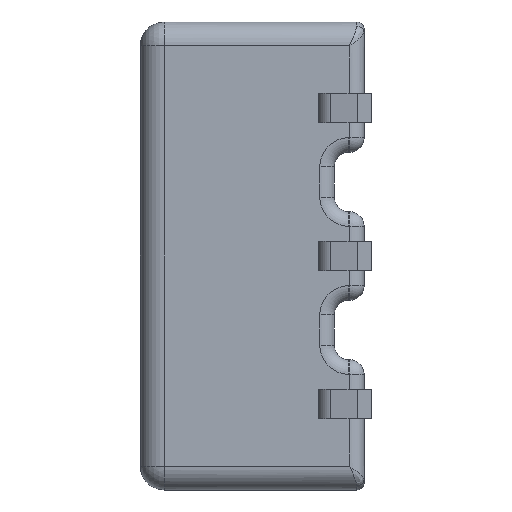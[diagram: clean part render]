
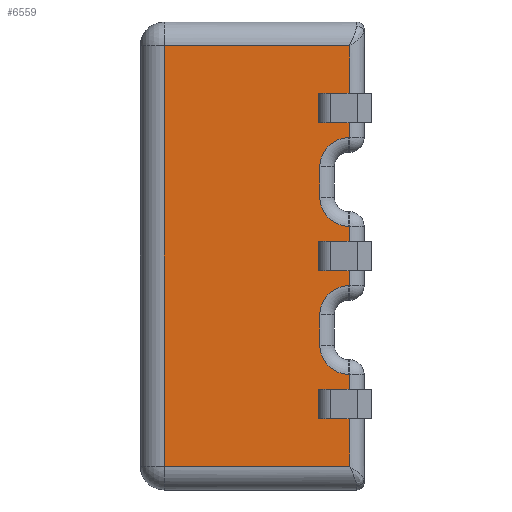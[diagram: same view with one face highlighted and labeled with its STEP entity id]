
A CAD part, left-side view. The second image highlights one B-rep face of the part: STEP entity #6559.
In plain terms, the highlighted planar face has unit normal (-1, 0, 0).
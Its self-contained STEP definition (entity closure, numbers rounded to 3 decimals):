
#257=LINE('',#13552,#713);
#278=LINE('',#13687,#734);
#280=LINE('',#13690,#736);
#281=LINE('',#13695,#737);
#285=LINE('',#13707,#741);
#294=LINE('',#13734,#750);
#307=LINE('',#13760,#763);
#310=LINE('',#13765,#766);
#312=LINE('',#13769,#768);
#318=LINE('',#13784,#774);
#323=LINE('',#13810,#779);
#326=LINE('',#13858,#782);
#344=LINE('',#13946,#800);
#346=LINE('',#13949,#802);
#349=LINE('',#13956,#805);
#355=LINE('',#13971,#811);
#356=LINE('',#13973,#812);
#367=LINE('',#14008,#823);
#373=LINE('',#14020,#829);
#391=LINE('',#14056,#847);
#393=LINE('',#14059,#849);
#395=LINE('',#14063,#851);
#398=LINE('',#14069,#854);
#401=LINE('',#14074,#857);
#713=VECTOR('',#10801,1000.);
#734=VECTOR('',#10910,1000.);
#736=VECTOR('',#10914,1000.);
#737=VECTOR('',#10919,1000.);
#741=VECTOR('',#10937,1000.);
#750=VECTOR('',#10962,1000.);
#763=VECTOR('',#10983,1000.);
#766=VECTOR('',#10988,1000.);
#768=VECTOR('',#10994,1000.);
#774=VECTOR('',#11004,1000.);
#779=VECTOR('',#11037,1000.);
#782=VECTOR('',#11052,1000.);
#800=VECTOR('',#11148,1000.);
#802=VECTOR('',#11152,1000.);
#805=VECTOR('',#11159,1000.);
#811=VECTOR('',#11181,1000.);
#812=VECTOR('',#11184,1000.);
#823=VECTOR('',#11217,1000.);
#829=VECTOR('',#11229,1000.);
#847=VECTOR('',#11259,1000.);
#849=VECTOR('',#11263,1000.);
#851=VECTOR('',#11269,1000.);
#854=VECTOR('',#11276,1000.);
#857=VECTOR('',#11281,1000.);
#2603=ORIENTED_EDGE('',*,*,#3903,.T.);
#2604=ORIENTED_EDGE('',*,*,#3919,.F.);
#2605=ORIENTED_EDGE('',*,*,#3916,.T.);
#2606=ORIENTED_EDGE('',*,*,#3921,.T.);
#2607=ORIENTED_EDGE('',*,*,#4028,.F.);
#2608=ORIENTED_EDGE('',*,*,#4050,.F.);
#2609=ORIENTED_EDGE('',*,*,#4046,.F.);
#2610=ORIENTED_EDGE('',*,*,#4048,.T.);
#2611=ORIENTED_EDGE('',*,*,#3938,.T.);
#2612=ORIENTED_EDGE('',*,*,#3946,.T.);
#2613=ORIENTED_EDGE('',*,*,#3828,.F.);
#2614=ORIENTED_EDGE('',*,*,#3890,.F.);
#2615=ORIENTED_EDGE('',*,*,#3879,.F.);
#2616=ORIENTED_EDGE('',*,*,#3863,.T.);
#2617=ORIENTED_EDGE('',*,*,#3881,.F.);
#2618=ORIENTED_EDGE('',*,*,#3866,.T.);
#2619=ORIENTED_EDGE('',*,*,#3883,.F.);
#2620=ORIENTED_EDGE('',*,*,#4005,.T.);
#2621=ORIENTED_EDGE('',*,*,#3995,.T.);
#2622=ORIENTED_EDGE('',*,*,#3977,.F.);
#2623=ORIENTED_EDGE('',*,*,#3991,.T.);
#2624=ORIENTED_EDGE('',*,*,#3974,.F.);
#2625=ORIENTED_EDGE('',*,*,#3989,.T.);
#2626=ORIENTED_EDGE('',*,*,#4004,.T.);
#2627=ORIENTED_EDGE('',*,*,#3928,.T.);
#2628=ORIENTED_EDGE('',*,*,#4053,.F.);
#2629=ORIENTED_EDGE('',*,*,#4056,.F.);
#2630=ORIENTED_EDGE('',*,*,#4022,.F.);
#3828=EDGE_CURVE('',#4691,#4692,#257,.T.);
#3863=EDGE_CURVE('',#4713,#4714,#5127,.T.);
#3866=EDGE_CURVE('',#4715,#4716,#5130,.T.);
#3879=EDGE_CURVE('',#4713,#4720,#278,.T.);
#3881=EDGE_CURVE('',#4715,#4714,#280,.T.);
#3883=EDGE_CURVE('',#4721,#4716,#281,.T.);
#3890=EDGE_CURVE('',#4720,#4691,#285,.T.);
#3903=EDGE_CURVE('',#4734,#4735,#294,.T.);
#3916=EDGE_CURVE('',#4743,#4742,#307,.T.);
#3919=EDGE_CURVE('',#4743,#4735,#310,.T.);
#3921=EDGE_CURVE('',#4742,#4734,#312,.T.);
#3928=EDGE_CURVE('',#4751,#4750,#318,.T.);
#3938=EDGE_CURVE('',#4758,#4759,#323,.T.);
#3946=EDGE_CURVE('',#4759,#4692,#326,.T.);
#3974=EDGE_CURVE('',#4780,#4781,#5168,.T.);
#3977=EDGE_CURVE('',#4782,#4783,#5171,.T.);
#3989=EDGE_CURVE('',#4780,#4787,#344,.T.);
#3991=EDGE_CURVE('',#4782,#4781,#346,.T.);
#3995=EDGE_CURVE('',#4788,#4783,#349,.T.);
#4004=EDGE_CURVE('',#4787,#4758,#355,.T.);
#4005=EDGE_CURVE('',#4721,#4788,#356,.T.);
#4022=EDGE_CURVE('',#4751,#4804,#367,.T.);
#4028=EDGE_CURVE('',#4807,#4808,#373,.T.);
#4046=EDGE_CURVE('',#4818,#4817,#391,.T.);
#4048=EDGE_CURVE('',#4818,#4808,#393,.T.);
#4050=EDGE_CURVE('',#4817,#4807,#395,.T.);
#4053=EDGE_CURVE('',#4820,#4750,#398,.T.);
#4056=EDGE_CURVE('',#4804,#4820,#401,.T.);
#4691=VERTEX_POINT('',#13553);
#4692=VERTEX_POINT('',#13554);
#4713=VERTEX_POINT('',#13659);
#4714=VERTEX_POINT('',#13660);
#4715=VERTEX_POINT('',#13665);
#4716=VERTEX_POINT('',#13666);
#4720=VERTEX_POINT('',#13685);
#4721=VERTEX_POINT('',#13693);
#4734=VERTEX_POINT('',#13735);
#4735=VERTEX_POINT('',#13736);
#4742=VERTEX_POINT('',#13759);
#4743=VERTEX_POINT('',#13761);
#4750=VERTEX_POINT('',#13783);
#4751=VERTEX_POINT('',#13785);
#4758=VERTEX_POINT('',#13811);
#4759=VERTEX_POINT('',#13812);
#4780=VERTEX_POINT('',#13919);
#4781=VERTEX_POINT('',#13920);
#4782=VERTEX_POINT('',#13925);
#4783=VERTEX_POINT('',#13926);
#4787=VERTEX_POINT('',#13945);
#4788=VERTEX_POINT('',#13953);
#4804=VERTEX_POINT('',#14009);
#4807=VERTEX_POINT('',#14021);
#4808=VERTEX_POINT('',#14022);
#4817=VERTEX_POINT('',#14053);
#4818=VERTEX_POINT('',#14055);
#4820=VERTEX_POINT('',#14070);
#5127=CIRCLE('',#9867,0.5);
#5130=CIRCLE('',#9871,0.5);
#5168=CIRCLE('',#9953,0.5);
#5171=CIRCLE('',#9957,0.5);
#5448=EDGE_LOOP('',(#2603,#2604,#2605,#2606));
#5449=EDGE_LOOP('',(#2607,#2608,#2609,#2610));
#5450=EDGE_LOOP('',(#2611,#2612,#2613,#2614,#2615,#2616,#2617,#2618,#2619,
#2620,#2621,#2622,#2623,#2624,#2625,#2626));
#5451=EDGE_LOOP('',(#2627,#2628,#2629,#2630));
#5910=FACE_BOUND('',#5448,.T.);
#5911=FACE_BOUND('',#5449,.T.);
#5912=FACE_BOUND('',#5450,.T.);
#5913=FACE_BOUND('',#5451,.T.);
#6198=PLANE('',#10017);
#6559=ADVANCED_FACE('',(#5910,#5911,#5912,#5913),#6198,.T.);
#9867=AXIS2_PLACEMENT_3D('',#13658,#10874,#10875);
#9871=AXIS2_PLACEMENT_3D('',#13664,#10882,#10883);
#9953=AXIS2_PLACEMENT_3D('',#13918,#11113,#11114);
#9957=AXIS2_PLACEMENT_3D('',#13924,#11121,#11122);
#10017=AXIS2_PLACEMENT_3D('',#14088,#11306,#11307);
#10801=DIRECTION('',(0.,1.,0.));
#10874=DIRECTION('',(1.,0.,0.));
#10875=DIRECTION('',(0.,-1.,0.));
#10882=DIRECTION('',(1.,0.,0.));
#10883=DIRECTION('',(0.,-1.,0.));
#10910=DIRECTION('',(0.,-1.,0.));
#10914=DIRECTION('',(0.,0.,-1.));
#10919=DIRECTION('',(0.,1.,0.));
#10937=DIRECTION('',(0.,0.,-1.));
#10962=DIRECTION('',(0.,0.,-1.));
#10983=DIRECTION('',(0.,0.,1.));
#10988=DIRECTION('',(0.,-1.,0.));
#10994=DIRECTION('',(0.,-1.,0.));
#11004=DIRECTION('',(0.,1.,0.));
#11037=DIRECTION('',(0.,1.,0.));
#11052=DIRECTION('',(0.,0.,-1.));
#11113=DIRECTION('',(-1.,0.,0.));
#11114=DIRECTION('',(0.,-1.,0.));
#11121=DIRECTION('',(-1.,0.,0.));
#11122=DIRECTION('',(0.,-1.,0.));
#11148=DIRECTION('',(0.,-1.,0.));
#11152=DIRECTION('',(0.,0.,1.));
#11159=DIRECTION('',(0.,1.,0.));
#11181=DIRECTION('',(0.,0.,1.));
#11184=DIRECTION('',(0.,0.,1.));
#11217=DIRECTION('',(0.,0.,1.));
#11229=DIRECTION('',(0.,0.,1.));
#11259=DIRECTION('',(0.,0.,-1.));
#11263=DIRECTION('',(0.,-1.,0.));
#11269=DIRECTION('',(0.,-1.,0.));
#11276=DIRECTION('',(0.,0.,-1.));
#11281=DIRECTION('',(0.,1.,0.));
#11306=DIRECTION('',(-1.,0.,0.));
#11307=DIRECTION('',(0.,-1.,0.));
#13552=CARTESIAN_POINT('',(-4.625,0.,-7.62));
#13553=CARTESIAN_POINT('',(-4.625,-3.59,-7.62));
#13554=CARTESIAN_POINT('',(-4.625,-0.41,-7.62));
#13658=CARTESIAN_POINT('',(-4.625,-3.58,-5.545));
#13659=CARTESIAN_POINT('',(-4.625,-3.58,-6.045));
#13660=CARTESIAN_POINT('',(-4.625,-3.08,-5.545));
#13664=CARTESIAN_POINT('',(-4.625,-3.58,-5.025));
#13665=CARTESIAN_POINT('',(-4.625,-3.08,-5.025));
#13666=CARTESIAN_POINT('',(-4.625,-3.58,-4.525));
#13685=CARTESIAN_POINT('',(-4.625,-3.59,-6.045));
#13687=CARTESIAN_POINT('',(-4.625,-3.84,-6.045));
#13690=CARTESIAN_POINT('',(-4.625,-3.08,-4.015));
#13693=CARTESIAN_POINT('',(-4.625,-3.59,-4.525));
#13695=CARTESIAN_POINT('',(-4.625,-3.33,-4.525));
#13707=CARTESIAN_POINT('',(-4.625,-3.59,-4.015));
#13734=CARTESIAN_POINT('',(-4.625,-3.31,-4.015));
#13735=CARTESIAN_POINT('',(-4.625,-3.31,-6.3));
#13736=CARTESIAN_POINT('',(-4.625,-3.31,-6.81));
#13759=CARTESIAN_POINT('',(-4.625,-3.06,-6.3));
#13760=CARTESIAN_POINT('',(-4.625,-3.06,-6.3));
#13761=CARTESIAN_POINT('',(-4.625,-3.06,-6.81));
#13765=CARTESIAN_POINT('',(-4.625,0.,-6.81));
#13769=CARTESIAN_POINT('',(-4.625,-3.06,-6.3));
#13783=CARTESIAN_POINT('',(-4.625,-3.06,-4.27));
#13784=CARTESIAN_POINT('',(-4.625,-3.06,-4.27));
#13785=CARTESIAN_POINT('',(-4.625,-3.31,-4.27));
#13810=CARTESIAN_POINT('',(-4.625,0.,-0.41));
#13811=CARTESIAN_POINT('',(-4.625,-3.59,-0.41));
#13812=CARTESIAN_POINT('',(-4.625,-0.41,-0.41));
#13858=CARTESIAN_POINT('',(-4.625,-0.41,-4.015));
#13918=CARTESIAN_POINT('',(-4.625,-3.58,-2.485));
#13919=CARTESIAN_POINT('',(-4.625,-3.58,-1.985));
#13920=CARTESIAN_POINT('',(-4.625,-3.08,-2.485));
#13924=CARTESIAN_POINT('',(-4.625,-3.58,-3.005));
#13925=CARTESIAN_POINT('',(-4.625,-3.08,-3.005));
#13926=CARTESIAN_POINT('',(-4.625,-3.58,-3.505));
#13945=CARTESIAN_POINT('',(-4.625,-3.59,-1.985));
#13946=CARTESIAN_POINT('',(-4.625,-3.84,-1.985));
#13949=CARTESIAN_POINT('',(-4.625,-3.08,-4.015));
#13953=CARTESIAN_POINT('',(-4.625,-3.59,-3.505));
#13956=CARTESIAN_POINT('',(-4.625,-3.33,-3.505));
#13971=CARTESIAN_POINT('',(-4.625,-3.59,-4.015));
#13973=CARTESIAN_POINT('',(-4.625,-3.59,-4.015));
#14008=CARTESIAN_POINT('',(-4.625,-3.31,-4.015));
#14009=CARTESIAN_POINT('',(-4.625,-3.31,-3.76));
#14020=CARTESIAN_POINT('',(-4.625,-3.31,-4.015));
#14021=CARTESIAN_POINT('',(-4.625,-3.31,-1.73));
#14022=CARTESIAN_POINT('',(-4.625,-3.31,-1.22));
#14053=CARTESIAN_POINT('',(-4.625,-3.06,-1.73));
#14055=CARTESIAN_POINT('',(-4.625,-3.06,-1.22));
#14056=CARTESIAN_POINT('',(-4.625,-3.06,-1.73));
#14059=CARTESIAN_POINT('',(-4.625,0.,-1.22));
#14063=CARTESIAN_POINT('',(-4.625,-3.06,-1.73));
#14069=CARTESIAN_POINT('',(-4.625,-3.06,-4.015));
#14070=CARTESIAN_POINT('',(-4.625,-3.06,-3.76));
#14074=CARTESIAN_POINT('',(-4.625,-3.06,-3.76));
#14088=CARTESIAN_POINT('',(-4.625,0.,-4.015));
